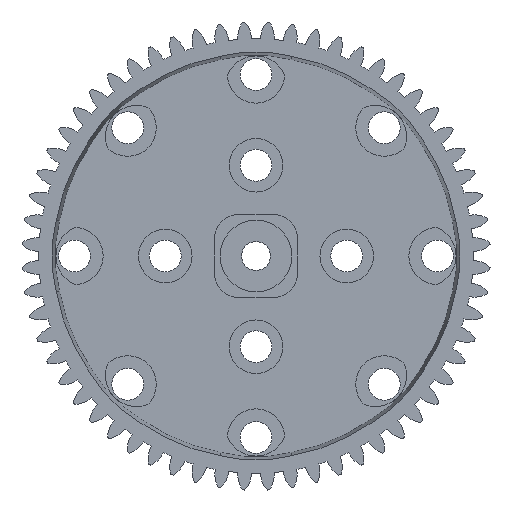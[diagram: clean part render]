
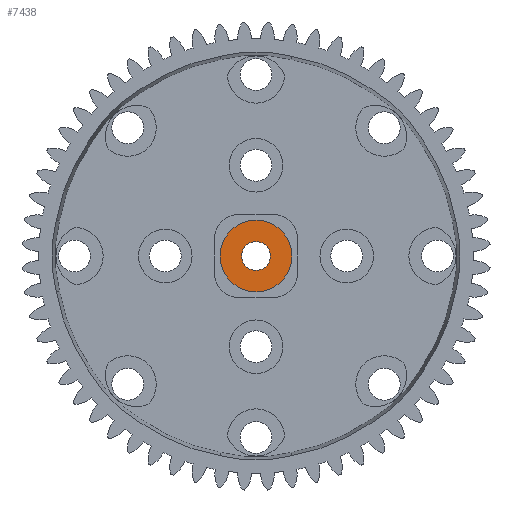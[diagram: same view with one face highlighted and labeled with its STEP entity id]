
A CAD part, front view. The second image highlights one B-rep face of the part: STEP entity #7438.
In plain terms, the highlighted planar face has unit normal (0, -1, 0).
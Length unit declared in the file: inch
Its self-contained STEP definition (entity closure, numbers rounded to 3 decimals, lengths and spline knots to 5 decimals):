
#95=FACE_BOUND('',#1031,.T.);
#144=PLANE('',#8622);
#575=FACE_OUTER_BOUND('',#1030,.T.);
#1030=EDGE_LOOP('',(#6722,#6723));
#1031=EDGE_LOOP('',(#6724,#6725));
#2534=CIRCLE('',#8585,0.08);
#2535=CIRCLE('',#8586,0.08);
#2536=CIRCLE('',#8588,0.1975);
#2539=CIRCLE('',#8591,0.1975);
#3294=VERTEX_POINT('',#13500);
#3295=VERTEX_POINT('',#13502);
#3296=VERTEX_POINT('',#13506);
#3297=VERTEX_POINT('',#13507);
#4411=EDGE_CURVE('',#3294,#3295,#2534,.T.);
#4412=EDGE_CURVE('',#3295,#3294,#2535,.T.);
#4413=EDGE_CURVE('',#3296,#3297,#2536,.T.);
#4417=EDGE_CURVE('',#3297,#3296,#2539,.T.);
#6722=ORIENTED_EDGE('',*,*,#4413,.F.);
#6723=ORIENTED_EDGE('',*,*,#4417,.F.);
#6724=ORIENTED_EDGE('',*,*,#4412,.F.);
#6725=ORIENTED_EDGE('',*,*,#4411,.F.);
#7438=ADVANCED_FACE('',(#575,#95),#144,.F.);
#8585=AXIS2_PLACEMENT_3D('',#13503,#11191,#11192);
#8586=AXIS2_PLACEMENT_3D('',#13504,#11193,#11194);
#8588=AXIS2_PLACEMENT_3D('',#13508,#11197,#11198);
#8591=AXIS2_PLACEMENT_3D('',#13514,#11204,#11205);
#8622=AXIS2_PLACEMENT_3D('',#13725,#11286,#11287);
#11191=DIRECTION('center_axis',(0.,-1.,0.));
#11192=DIRECTION('ref_axis',(0.,0.,-1.));
#11193=DIRECTION('center_axis',(0.,-1.,0.));
#11194=DIRECTION('ref_axis',(0.,0.,-1.));
#11197=DIRECTION('center_axis',(0.,1.,0.));
#11198=DIRECTION('ref_axis',(0.,0.,-1.));
#11204=DIRECTION('center_axis',(0.,1.,0.));
#11205=DIRECTION('ref_axis',(0.,0.,-1.));
#11286=DIRECTION('center_axis',(0.,1.,0.));
#11287=DIRECTION('ref_axis',(0.,0.,1.));
#13500=CARTESIAN_POINT('',(0.,0.,0.08));
#13502=CARTESIAN_POINT('',(0.,0.,-0.08));
#13503=CARTESIAN_POINT('Origin',(0.,0.,0.));
#13504=CARTESIAN_POINT('Origin',(0.,0.,0.));
#13506=CARTESIAN_POINT('',(0.,0.,-0.1975));
#13507=CARTESIAN_POINT('',(0.,0.,0.1975));
#13508=CARTESIAN_POINT('Origin',(0.,0.,0.));
#13514=CARTESIAN_POINT('Origin',(0.,0.,0.));
#13725=CARTESIAN_POINT('Origin',(0.,0.,0.));
